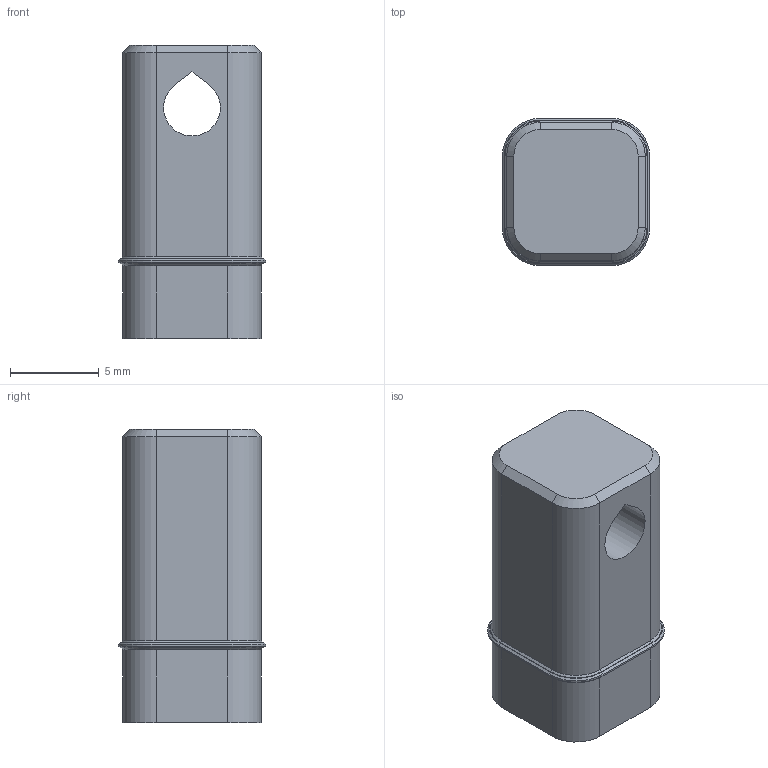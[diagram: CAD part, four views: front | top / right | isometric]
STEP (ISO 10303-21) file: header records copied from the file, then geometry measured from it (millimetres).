
FILE_DESCRIPTION(/* description */ (''),/* implementation_level */ '2;1');
FILE_NAME(/* name */ 'PSF_Mount_Front_Resting_Pin.step',/* time_stamp */ '2026-02-07T17:25:03-05:00',/* author */ (''),/* organization */ (''),/* preprocessor_version */ 'ST-DEVELOPER v20.1',/* originating_system */ 'Autodesk Translation Framework v14.24.0.0',/* authorisation */ '');
FILE_SCHEMA (('AUTOMOTIVE_DESIGN { 1 0 10303 214 3 1 1 }'));
Length unit declared in the file: millimetre
Products named in the file (1): PSF published parts
Bounding box: 8.3 x 8.3 x 16.5 mm (x, y, z)
Volume: 887.8 mm3; surface area: 642.3 mm2
Topology: 1 solids, 1 shells, 71 faces, 161 edges, 94 vertices
Faces by surface type: plane 38, cone 20, cylinder 13
Entity records: 2027 total; most frequent: DIRECTION 351, CARTESIAN_POINT 327, ORIENTED_EDGE 322, EDGE_CURVE 161, AXIS2_PLACEMENT_3D 118, LINE 115, VECTOR 115, VERTEX_POINT 94
